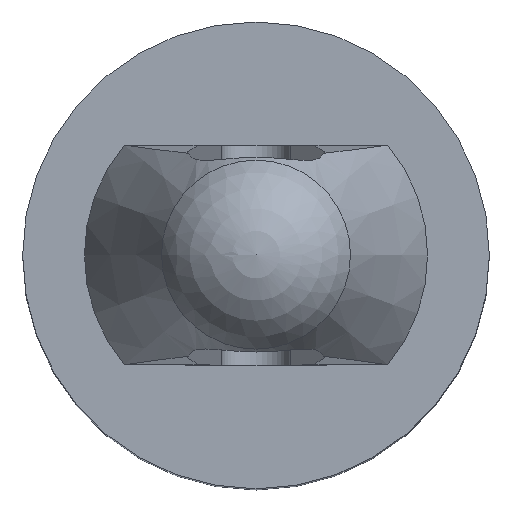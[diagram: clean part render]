
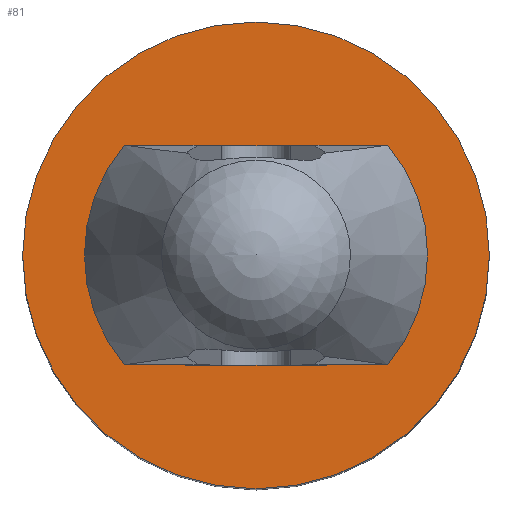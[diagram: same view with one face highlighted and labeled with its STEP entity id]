
A CAD part, top view. The second image highlights one B-rep face of the part: STEP entity #81.
In plain terms, the highlighted planar face has unit normal (0, 0, 1).
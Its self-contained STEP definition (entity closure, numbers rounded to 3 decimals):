
#81 = ADVANCED_FACE( '', ( #185, #186 ), #187, .T. );
#185 = FACE_BOUND( '', #316, .T. );
#186 = FACE_OUTER_BOUND( '', #317, .T. );
#187 = PLANE( '', #318 );
#316 = EDGE_LOOP( '', ( #498, #499, #500, #501, #502, #503 ) );
#317 = EDGE_LOOP( '', ( #504 ) );
#318 = AXIS2_PLACEMENT_3D( '', #505, #506, #507 );
#498 = ORIENTED_EDGE( '', *, *, #833, .T. );
#499 = ORIENTED_EDGE( '', *, *, #834, .F. );
#500 = ORIENTED_EDGE( '', *, *, #835, .F. );
#501 = ORIENTED_EDGE( '', *, *, #836, .T. );
#502 = ORIENTED_EDGE( '', *, *, #837, .T. );
#503 = ORIENTED_EDGE( '', *, *, #803, .T. );
#504 = ORIENTED_EDGE( '', *, *, #838, .F. );
#505 = CARTESIAN_POINT( '', ( -0.95, 0., 2.5 ) );
#506 = DIRECTION( '', ( 0., 0., 1. ) );
#507 = DIRECTION( '', ( 1., 0., 0. ) );
#803 = EDGE_CURVE( '', #966, #964, #967, .T. );
#833 = EDGE_CURVE( '', #964, #1018, #1019, .T. );
#834 = EDGE_CURVE( '', #1020, #1018, #1021, .T. );
#835 = EDGE_CURVE( '', #1022, #1020, #1023, .T. );
#836 = EDGE_CURVE( '', #1022, #1024, #1025, .T. );
#837 = EDGE_CURVE( '', #1024, #966, #1026, .T. );
#838 = EDGE_CURVE( '', #1027, #1027, #1028, .T. );
#964 = VERTEX_POINT( '', #1190 );
#966 = VERTEX_POINT( '', #1193 );
#967 = LINE( '', #1194, #1195 );
#1018 = VERTEX_POINT( '', #1289 );
#1019 = CIRCLE( '', #1290, 0.95 );
#1020 = VERTEX_POINT( '', #1291 );
#1021 = LINE( '', #1292, #1293 );
#1022 = VERTEX_POINT( '', #1294 );
#1023 = LINE( '', #1295, #1296 );
#1024 = VERTEX_POINT( '', #1297 );
#1025 = CIRCLE( '', #1298, 0.95 );
#1026 = LINE( '', #1299, #1300 );
#1027 = VERTEX_POINT( '', #1301 );
#1028 = CIRCLE( '', #1302, 1.7 );
#1190 = CARTESIAN_POINT( '', ( -0.512, -0.8, 2.5 ) );
#1193 = CARTESIAN_POINT( '', ( 0., -0.8, 2.5 ) );
#1194 = CARTESIAN_POINT( '', ( 1.7, -0.8, 2.5 ) );
#1195 = VECTOR( '', #1530, 1000. );
#1289 = CARTESIAN_POINT( '', ( -0.512, 0.8, 2.5 ) );
#1290 = AXIS2_PLACEMENT_3D( '', #1568, #1569, #1570 );
#1291 = CARTESIAN_POINT( '', ( 0., 0.8, 2.5 ) );
#1292 = CARTESIAN_POINT( '', ( 1.7, 0.8, 2.5 ) );
#1293 = VECTOR( '', #1571, 1000. );
#1294 = CARTESIAN_POINT( '', ( 0.512, 0.8, 2.5 ) );
#1295 = CARTESIAN_POINT( '', ( 1.7, 0.8, 2.5 ) );
#1296 = VECTOR( '', #1572, 1000. );
#1297 = CARTESIAN_POINT( '', ( 0.512, -0.8, 2.5 ) );
#1298 = AXIS2_PLACEMENT_3D( '', #1573, #1574, #1575 );
#1299 = CARTESIAN_POINT( '', ( 1.7, -0.8, 2.5 ) );
#1300 = VECTOR( '', #1576, 1000. );
#1301 = CARTESIAN_POINT( '', ( -1.7, 0., 2.5 ) );
#1302 = AXIS2_PLACEMENT_3D( '', #1577, #1578, #1579 );
#1530 = DIRECTION( '', ( -1., 0., 0. ) );
#1568 = CARTESIAN_POINT( '', ( 0., 0., 2.5 ) );
#1569 = DIRECTION( '', ( 0., 0., -1. ) );
#1570 = DIRECTION( '', ( -1., 0., 0. ) );
#1571 = DIRECTION( '', ( -1., 0., 0. ) );
#1572 = DIRECTION( '', ( -1., 0., 0. ) );
#1573 = CARTESIAN_POINT( '', ( 0., 0., 2.5 ) );
#1574 = DIRECTION( '', ( 0., 0., -1. ) );
#1575 = DIRECTION( '', ( -1., 0., 0. ) );
#1576 = DIRECTION( '', ( -1., 0., 0. ) );
#1577 = CARTESIAN_POINT( '', ( 0., 0., 2.5 ) );
#1578 = DIRECTION( '', ( 0., 0., -1. ) );
#1579 = DIRECTION( '', ( -1., 0., 0. ) );
